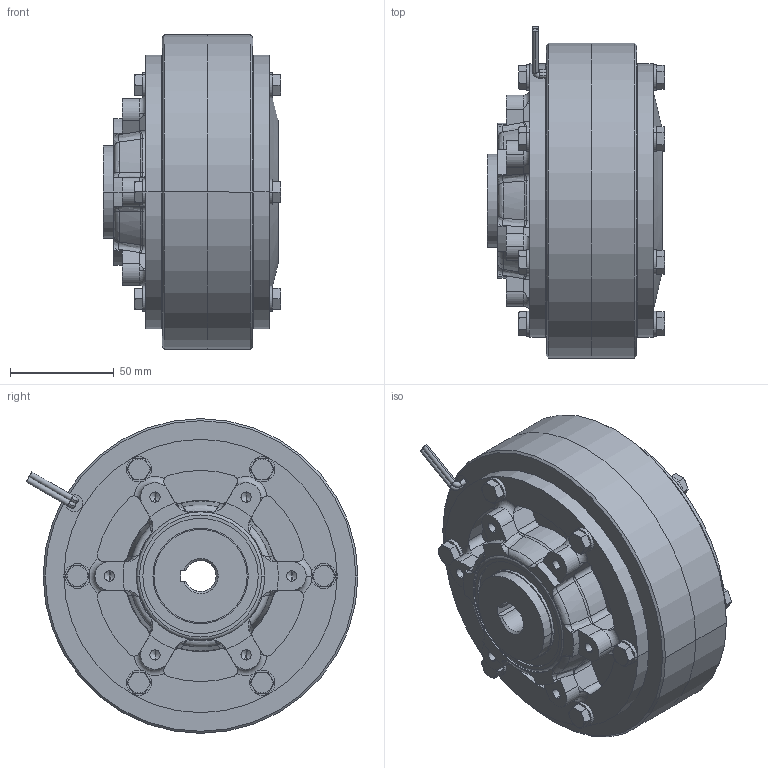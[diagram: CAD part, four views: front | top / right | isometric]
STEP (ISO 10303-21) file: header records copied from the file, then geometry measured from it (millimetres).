
FILE_DESCRIPTION (( 'STEP AP203' ), '1' );
FILE_NAME ('YPP616681.STEP', '2020-12-24T23:26:39', ( '' ), ( '' ), 'SwSTEP 2.0', 'SolidWorks 2016', '' );
FILE_SCHEMA (( 'CONFIG_CONTROL_DESIGN' ));
Length unit declared in the file: millimetre
Products named in the file (1): YPP616681
Bounding box: 85.5 x 160.26 x 152 mm (x, y, z)
Volume: 1061580.8 mm3; surface area: 133320.6 mm2
Topology: 38 solids, 38 shells, 657 faces, 1535 edges, 966 vertices
Faces by surface type: plane 259, cylinder 203, torus 125, cone 34, bspline 24, sphere 12
Entity records: 21577 total; most frequent: CARTESIAN_POINT 6995, ORIENTED_EDGE 3046, DIRECTION 2964, EDGE_CURVE 1523, AXIS2_PLACEMENT_3D 1207, VERTEX_POINT 966, EDGE_LOOP 685, ADVANCED_FACE 657
